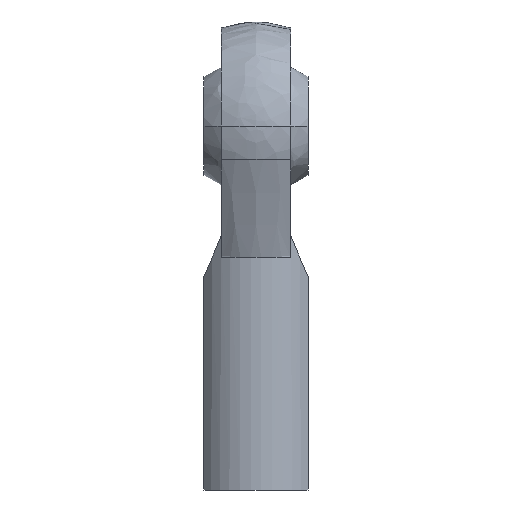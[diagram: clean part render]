
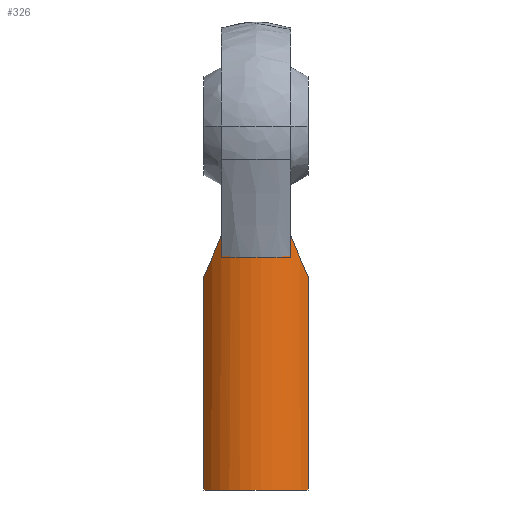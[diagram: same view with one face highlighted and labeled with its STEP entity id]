
A CAD part, left-side view. The second image highlights one B-rep face of the part: STEP entity #326.
In plain terms, the highlighted cylindrical face has radius 5.956 mm (diameter 11.913 mm), a partial arc.
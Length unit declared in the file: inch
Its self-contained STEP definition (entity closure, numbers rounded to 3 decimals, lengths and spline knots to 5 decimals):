
#3 = CARTESIAN_POINT ( 'NONE',  ( -0.18314, 0.14923, -0.45309 ) ) ;
#105 = VERTEX_POINT ( 'NONE', #555 ) ;
#108 = ORIENTED_EDGE ( 'NONE', *, *, #853, .F. ) ;
#154 = EDGE_CURVE ( 'NONE', #105, #827, #1064, .T. ) ;
#155 = CARTESIAN_POINT ( 'NONE',  ( -0.14083, -0.1875, -1.312 ) ) ;
#190 = VERTEX_POINT ( 'NONE', #1859 ) ;
#295 =( BOUNDED_CURVE ( )  B_SPLINE_CURVE ( 3, ( #1310, #1023, #577, #871 ),
 .UNSPECIFIED., .F., .F. ) 
 B_SPLINE_CURVE_WITH_KNOTS ( ( 4, 4 ),
 ( 2.133, 2.49738 ),
 .UNSPECIFIED. ) 
 CURVE ( )  GEOMETRIC_REPRESENTATION_ITEM ( )  RATIONAL_B_SPLINE_CURVE ( ( 1., 0.989, 0.989, 1. ) ) 
 REPRESENTATION_ITEM ( '' )  );
#326 = ADVANCED_FACE ( 'NONE', ( #1252 ), #1047, .T. ) ;
#358 = CARTESIAN_POINT ( 'NONE',  ( 0., 0., -1.312 ) ) ;
#417 = DIRECTION ( 'NONE',  ( 1., 0., 0. ) ) ;
#421 = DIRECTION ( 'NONE',  ( 0., 0., 1. ) ) ;
#423 = CIRCLE ( 'NONE', #1781, 0.2345 ) ;
#471 = ORIENTED_EDGE ( 'NONE', *, *, #154, .F. ) ;
#555 = CARTESIAN_POINT ( 'NONE',  ( -0.19841, 0.125, -0.396 ) ) ;
#559 = CARTESIAN_POINT ( 'NONE',  ( -0.14083, 0.1875, -0.54324 ) ) ;
#577 = CARTESIAN_POINT ( 'NONE',  ( -0.16373, -0.1703, -0.50272 ) ) ;
#606 = VERTEX_POINT ( 'NONE', #887 ) ;
#685 = AXIS2_PLACEMENT_3D ( 'NONE', #981, #421, #417 ) ;
#703 =( BOUNDED_CURVE ( )  B_SPLINE_CURVE ( 3, ( #559, #861, #3, #1138 ),
 .UNSPECIFIED., .F., .F. ) 
 B_SPLINE_CURVE_WITH_KNOTS ( ( 4, 4 ),
 ( 3.7858, 4.15019 ),
 .UNSPECIFIED. ) 
 CURVE ( )  GEOMETRIC_REPRESENTATION_ITEM ( )  RATIONAL_B_SPLINE_CURVE ( ( 1., 0.989, 0.989, 1. ) ) 
 REPRESENTATION_ITEM ( '' )  );
#713 = EDGE_CURVE ( 'NONE', #190, #1097, #1607, .T. ) ;
#732 = LINE ( 'NONE', #1783, #1816 ) ;
#768 = DIRECTION ( 'NONE',  ( 0., 0., -1. ) ) ;
#781 = EDGE_LOOP ( 'NONE', ( #986, #108, #1202, #863, #471, #1755 ) ) ;
#827 = VERTEX_POINT ( 'NONE', #1658 ) ;
#853 = EDGE_CURVE ( 'NONE', #1097, #1291, #423, .T. ) ;
#861 = CARTESIAN_POINT ( 'NONE',  ( -0.16373, 0.1703, -0.50272 ) ) ;
#863 = ORIENTED_EDGE ( 'NONE', *, *, #1407, .F. ) ;
#871 = CARTESIAN_POINT ( 'NONE',  ( -0.14083, -0.1875, -0.54324 ) ) ;
#887 = CARTESIAN_POINT ( 'NONE',  ( -0.14083, 0.1875, -0.54324 ) ) ;
#901 = DIRECTION ( 'NONE',  ( 0., 0., 1. ) ) ;
#981 = CARTESIAN_POINT ( 'NONE',  ( 0., 0., -0.854 ) ) ;
#986 = ORIENTED_EDGE ( 'NONE', *, *, #1464, .F. ) ;
#1023 = CARTESIAN_POINT ( 'NONE',  ( -0.18314, -0.14923, -0.45309 ) ) ;
#1047 = CYLINDRICAL_SURFACE ( 'NONE', #685, 0.2345 ) ;
#1064 = CIRCLE ( 'NONE', #1610, 0.2345 ) ;
#1065 = CARTESIAN_POINT ( 'NONE',  ( -0.14083, -0.1875, -0.625 ) ) ;
#1083 = CARTESIAN_POINT ( 'NONE',  ( -0.14083, 0.1875, -1.312 ) ) ;
#1097 = VERTEX_POINT ( 'NONE', #155 ) ;
#1132 = DIRECTION ( 'NONE',  ( 0., 0., 1. ) ) ;
#1134 = CARTESIAN_POINT ( 'NONE',  ( 0., 0., -0.396 ) ) ;
#1138 = CARTESIAN_POINT ( 'NONE',  ( -0.19841, 0.125, -0.396 ) ) ;
#1146 = EDGE_CURVE ( 'NONE', #606, #105, #703, .T. ) ;
#1202 = ORIENTED_EDGE ( 'NONE', *, *, #713, .F. ) ;
#1252 = FACE_OUTER_BOUND ( 'NONE', #781, .T. ) ;
#1290 = VECTOR ( 'NONE', #768, 39.37008 ) ;
#1291 = VERTEX_POINT ( 'NONE', #1083 ) ;
#1310 = CARTESIAN_POINT ( 'NONE',  ( -0.19841, -0.125, -0.396 ) ) ;
#1407 = EDGE_CURVE ( 'NONE', #827, #190, #295, .T. ) ;
#1464 = EDGE_CURVE ( 'NONE', #1291, #606, #732, .T. ) ;
#1607 = LINE ( 'NONE', #1065, #1290 ) ;
#1610 = AXIS2_PLACEMENT_3D ( 'NONE', #1134, #1132, #1874 ) ;
#1658 = CARTESIAN_POINT ( 'NONE',  ( -0.19841, -0.125, -0.396 ) ) ;
#1668 = DIRECTION ( 'NONE',  ( 1., 0., 0. ) ) ;
#1755 = ORIENTED_EDGE ( 'NONE', *, *, #1146, .F. ) ;
#1781 = AXIS2_PLACEMENT_3D ( 'NONE', #358, #1828, #1668 ) ;
#1783 = CARTESIAN_POINT ( 'NONE',  ( -0.14083, 0.1875, -0.625 ) ) ;
#1816 = VECTOR ( 'NONE', #901, 39.37008 ) ;
#1828 = DIRECTION ( 'NONE',  ( 0., 0., -1. ) ) ;
#1859 = CARTESIAN_POINT ( 'NONE',  ( -0.14083, -0.1875, -0.54324 ) ) ;
#1874 = DIRECTION ( 'NONE',  ( 1., 0., 0. ) ) ;
